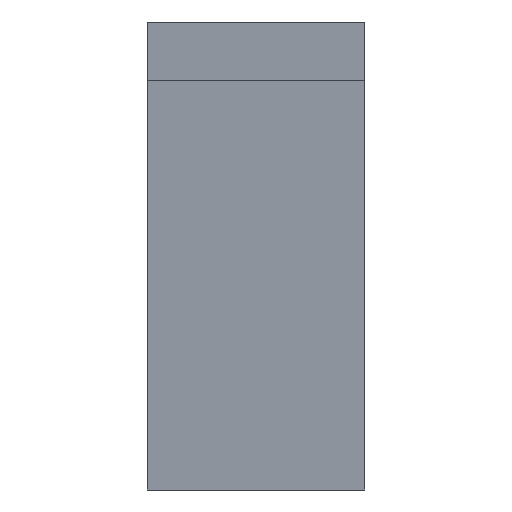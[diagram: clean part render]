
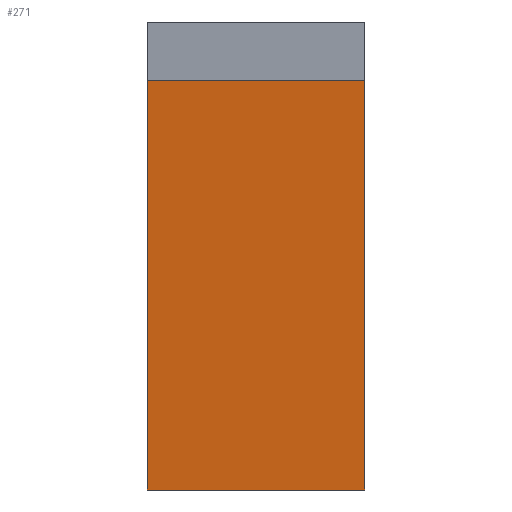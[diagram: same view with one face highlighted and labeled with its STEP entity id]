
A CAD part, left-side view. The second image highlights one B-rep face of the part: STEP entity #271.
In plain terms, the highlighted planar face has unit normal (-0.986, 0.164, 0).
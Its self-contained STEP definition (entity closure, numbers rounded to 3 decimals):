
#25=FACE_OUTER_BOUND('',#39,.T.);
#39=EDGE_LOOP('',(#223,#224,#225,#226));
#51=LINE('',#389,#87);
#60=LINE('',#406,#96);
#74=LINE('',#435,#110);
#76=LINE('',#438,#112);
#87=VECTOR('',#319,10.);
#96=VECTOR('',#330,10.);
#110=VECTOR('',#356,10.);
#112=VECTOR('',#360,10.);
#121=VERTEX_POINT('',#386);
#122=VERTEX_POINT('',#388);
#129=VERTEX_POINT('',#404);
#138=VERTEX_POINT('',#434);
#147=EDGE_CURVE('',#121,#122,#51,.F.);
#156=EDGE_CURVE('',#129,#121,#60,.F.);
#170=EDGE_CURVE('',#138,#122,#74,.F.);
#172=EDGE_CURVE('',#138,#129,#76,.F.);
#223=ORIENTED_EDGE('',*,*,#147,.F.);
#224=ORIENTED_EDGE('',*,*,#156,.F.);
#225=ORIENTED_EDGE('',*,*,#172,.F.);
#226=ORIENTED_EDGE('',*,*,#170,.T.);
#257=PLANE('',#299);
#271=ADVANCED_FACE('',(#25),#257,.T.);
#299=AXIS2_PLACEMENT_3D('',#437,#358,#359);
#319=DIRECTION('',(0.,0.,-1.));
#330=DIRECTION('',(-0.164,-0.986,0.));
#356=DIRECTION('',(-0.164,-0.986,0.));
#358=DIRECTION('center_axis',(-0.986,0.164,0.));
#359=DIRECTION('ref_axis',(-0.164,-0.986,0.));
#360=DIRECTION('',(0.,0.,1.));
#386=CARTESIAN_POINT('',(-13.873,-58.281,165.5));
#388=CARTESIAN_POINT('',(-13.873,-58.281,172.5));
#389=CARTESIAN_POINT('',(-13.873,-58.281,172.));
#404=CARTESIAN_POINT('',(-14.493,-62.,165.5));
#406=CARTESIAN_POINT('',(-13.843,-58.102,165.5));
#434=CARTESIAN_POINT('',(-14.493,-62.,172.5));
#435=CARTESIAN_POINT('',(-14.055,-59.374,172.5));
#437=CARTESIAN_POINT('Origin',(-13.887,-58.363,172.));
#438=CARTESIAN_POINT('',(-14.493,-62.,172.));
